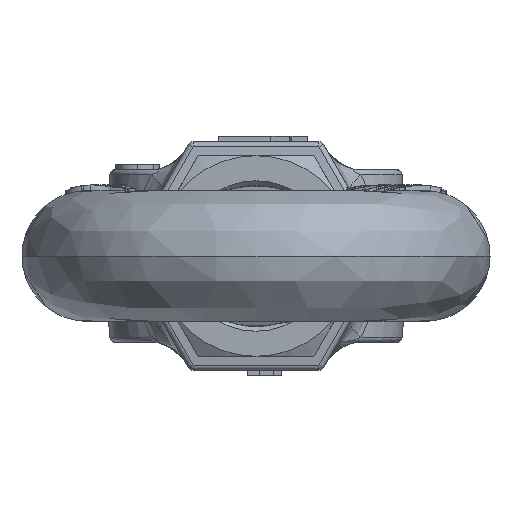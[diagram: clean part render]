
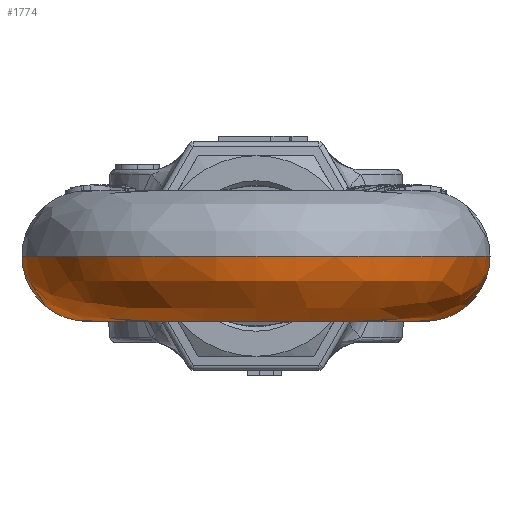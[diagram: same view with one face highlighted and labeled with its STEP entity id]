
A CAD part, left-side view. The second image highlights one B-rep face of the part: STEP entity #1774.
In plain terms, the highlighted free-form (B-spline) face has degree [3, 3] with [4, 4] control points.
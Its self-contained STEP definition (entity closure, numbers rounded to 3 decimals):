
#1774=ADVANCED_FACE('NONE',(#3720),#3721,.T.);
#3720=FACE_OUTER_BOUND('',#15058,.T.);
#3721=(B_SPLINE_SURFACE(3,3,((#15060,#15061,#15062,#15063),(#15064,#15065,#15066,#15067),(#15068,#15069,#15070,#15071),(#15072,#15073,#15074,#15075)),.UNSPECIFIED.,.F.,.F.,.F.)B_SPLINE_SURFACE_WITH_KNOTS((4,4),(4,4),(0.0,1.0),(0.0,1.0),.UNSPECIFIED.)RATIONAL_B_SPLINE_SURFACE(((1.0,0.341,0.341,1.0),(0.333,0.114,0.114,0.333),(0.333,0.114,0.114,0.333),(1.0,0.341,0.341,1.0)))BOUNDED_SURFACE()REPRESENTATION_ITEM('')GEOMETRIC_REPRESENTATION_ITEM()SURFACE());
#15058=EDGE_LOOP('',(#20954,#20955,#20956,#20957));
#15060=CARTESIAN_POINT('',(-82.517,41.998,0.0));
#15061=CARTESIAN_POINT('',(-164.736,41.112,0.0));
#15062=CARTESIAN_POINT('',(-164.736,-41.112,0.0));
#15063=CARTESIAN_POINT('',(-82.517,-41.998,0.0));
#15064=CARTESIAN_POINT('',(-82.517,41.998,-23.5));
#15065=CARTESIAN_POINT('',(-164.736,41.112,-23.5));
#15066=CARTESIAN_POINT('',(-164.736,-41.112,-23.5));
#15067=CARTESIAN_POINT('',(-82.517,-41.998,-23.5));
#15068=CARTESIAN_POINT('',(-82.264,18.499,-23.5));
#15069=CARTESIAN_POINT('',(-118.479,18.109,-23.5));
#15070=CARTESIAN_POINT('',(-118.479,-18.109,-23.5));
#15071=CARTESIAN_POINT('',(-82.264,-18.499,-23.5));
#15072=CARTESIAN_POINT('',(-82.264,18.499,0.));
#15073=CARTESIAN_POINT('',(-118.479,18.109,0.));
#15074=CARTESIAN_POINT('',(-118.479,-18.109,0.));
#15075=CARTESIAN_POINT('',(-82.264,-18.499,0.));
#20954=ORIENTED_EDGE('',*,*,#24402,.F.);
#20955=ORIENTED_EDGE('',*,*,#24403,.T.);
#20956=ORIENTED_EDGE('',*,*,#24404,.F.);
#20957=ORIENTED_EDGE('',*,*,#24405,.F.);
#24402=EDGE_CURVE('NONE',#27676,#27675,#27762,.T.);
#24403=EDGE_CURVE('NONE',#27676,#27527,#27763,.T.);
#24404=EDGE_CURVE('NONE',#27529,#27527,#27764,.T.);
#24405=EDGE_CURVE('NONE',#27675,#27529,#27765,.T.);
#27527=VERTEX_POINT('NONE',#38270);
#27529=VERTEX_POINT('NONE',#38272);
#27675=VERTEX_POINT('NONE',#38835);
#27676=VERTEX_POINT('NONE',#38836);
#27762=CIRCLE('',#39131,11.75);
#27763=CIRCLE('',#39132,18.5);
#27764=CIRCLE('',#39133,11.75);
#27765=CIRCLE('',#39134,42.0);
#38270=CARTESIAN_POINT('',(-82.264,-18.499,0.));
#38272=CARTESIAN_POINT('',(-82.517,-41.998,0.0));
#38835=CARTESIAN_POINT('',(-82.517,41.998,0.0));
#38836=CARTESIAN_POINT('',(-82.264,18.499,0.));
#39131=AXIS2_PLACEMENT_3D('',#42321,#42322,#42323);
#39132=AXIS2_PLACEMENT_3D('',#42324,#42325,#42326);
#39133=AXIS2_PLACEMENT_3D('',#42327,#42328,#42329);
#39134=AXIS2_PLACEMENT_3D('',#42330,#42331,#42332);
#42321=CARTESIAN_POINT('',(-82.391,30.248,0.0));
#42322=DIRECTION('',(1.,0.011,0.0));
#42323=DIRECTION('',(-0.011,1.,0.0));
#42324=CARTESIAN_POINT('',(-82.065,0.,0.));
#42325=DIRECTION('',(0.0,0.0,1.0));
#42326=DIRECTION('',(1.0,0.0,0.0));
#42327=CARTESIAN_POINT('',(-82.391,-30.248,0.0));
#42328=DIRECTION('',(1.,-0.011,0.0));
#42329=DIRECTION('',(-0.011,-1.,0.0));
#42330=CARTESIAN_POINT('',(-82.065,0.,0.0));
#42331=DIRECTION('',(0.0,0.0,1.0));
#42332=DIRECTION('',(1.0,0.0,0.0));
